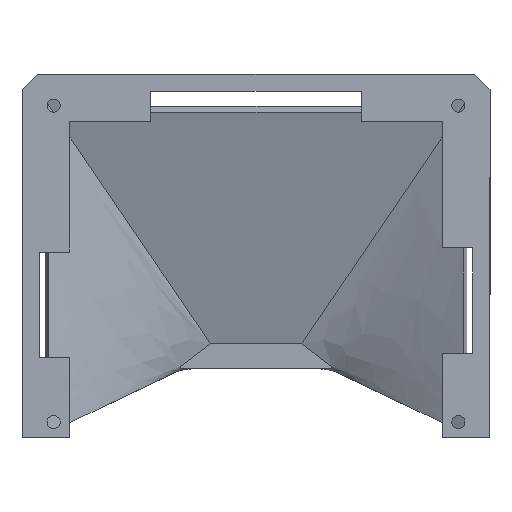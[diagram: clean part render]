
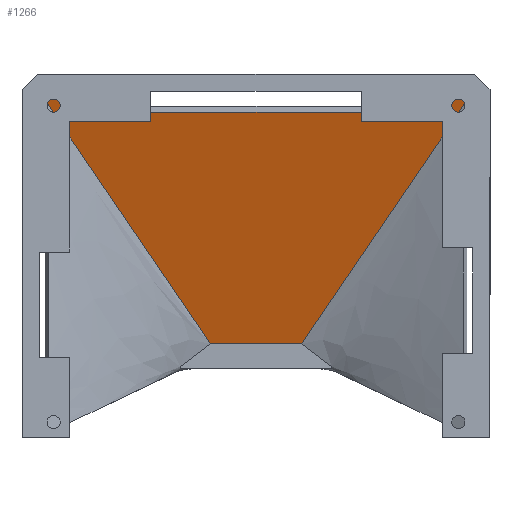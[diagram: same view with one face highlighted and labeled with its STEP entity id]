
A CAD part, front view. The second image highlights one B-rep face of the part: STEP entity #1266.
In plain terms, the highlighted planar face has unit normal (0, -0.955, -0.298).
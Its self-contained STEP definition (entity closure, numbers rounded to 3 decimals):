
#8 = CARTESIAN_POINT ( 'NONE',  ( -23.374, 14.25, 6.538 ) ) ;
#63 = FACE_OUTER_BOUND ( 'NONE', #1231, .T. ) ;
#88 = LINE ( 'NONE', #960, #1792 ) ;
#107 = EDGE_CURVE ( 'NONE', #2036, #257, #2102, .T. ) ;
#124 = EDGE_CURVE ( 'NONE', #308, #1997, #1587, .T. ) ;
#149 = VECTOR ( 'NONE', #230, 1000. ) ;
#230 = DIRECTION ( 'NONE',  ( 1., 0., 0. ) ) ;
#245 = VERTEX_POINT ( 'NONE', #2067 ) ;
#257 = VERTEX_POINT ( 'NONE', #576 ) ;
#308 = VERTEX_POINT ( 'NONE', #630 ) ;
#319 = DIRECTION ( 'NONE',  ( 0., -0.298, 0.955 ) ) ;
#322 = ORIENTED_EDGE ( 'NONE', *, *, #880, .F. ) ;
#358 = ORIENTED_EDGE ( 'NONE', *, *, #866, .F. ) ;
#376 = VERTEX_POINT ( 'NONE', #2115 ) ;
#477 = VERTEX_POINT ( 'NONE', #1820 ) ;
#549 = DIRECTION ( 'NONE',  ( -1., 0., 0. ) ) ;
#552 = AXIS2_PLACEMENT_3D ( 'NONE', #1714, #721, #549 ) ;
#567 = DIRECTION ( 'NONE',  ( -1., 0., 0. ) ) ;
#576 = CARTESIAN_POINT ( 'NONE',  ( 8.655, 21., -15.112 ) ) ;
#624 = VECTOR ( 'NONE', #994, 1000. ) ;
#630 = CARTESIAN_POINT ( 'NONE',  ( -20., 6., 33. ) ) ;
#721 = DIRECTION ( 'NONE',  ( 0., -0.955, -0.298 ) ) ;
#785 = CARTESIAN_POINT ( 'NONE',  ( 41.364, 21., -15.112 ) ) ;
#796 = LINE ( 'NONE', #8, #624 ) ;
#815 = LINE ( 'NONE', #2130, #1008 ) ;
#820 = LINE ( 'NONE', #1482, #149 ) ;
#866 = EDGE_CURVE ( 'NONE', #477, #257, #966, .T. ) ;
#880 = EDGE_CURVE ( 'NONE', #245, #376, #815, .T. ) ;
#960 = CARTESIAN_POINT ( 'NONE',  ( 41.364, 6., 33. ) ) ;
#966 = LINE ( 'NONE', #1628, #1597 ) ;
#974 = DIRECTION ( 'NONE',  ( -0.544, 0.25, -0.801 ) ) ;
#994 = DIRECTION ( 'NONE',  ( 0.544, 0.25, -0.801 ) ) ;
#1008 = VECTOR ( 'NONE', #319, 1000. ) ;
#1015 = VECTOR ( 'NONE', #1384, 1000. ) ;
#1055 = EDGE_CURVE ( 'NONE', #1215, #2036, #796, .T. ) ;
#1070 = LINE ( 'NONE', #1864, #1015 ) ;
#1197 = EDGE_CURVE ( 'NONE', #1997, #245, #820, .T. ) ;
#1215 = VERTEX_POINT ( 'NONE', #1239 ) ;
#1231 = EDGE_LOOP ( 'NONE', ( #1651, #1447, #1947, #1896, #358, #1290, #322, #1434 ) ) ;
#1239 = CARTESIAN_POINT ( 'NONE',  ( -41.364, 6., 33. ) ) ;
#1266 = ADVANCED_FACE ( 'NONE', ( #63 ), #1393, .T. ) ;
#1272 = CARTESIAN_POINT ( 'NONE',  ( -20., 7.328, 28.741 ) ) ;
#1273 = DIRECTION ( 'NONE',  ( 0., 0.298, -0.955 ) ) ;
#1278 = EDGE_CURVE ( 'NONE', #308, #1215, #1070, .T. ) ;
#1290 = ORIENTED_EDGE ( 'NONE', *, *, #1626, .T. ) ;
#1384 = DIRECTION ( 'NONE',  ( -1., 0., 0. ) ) ;
#1393 = PLANE ( 'NONE',  #552 ) ;
#1412 = CARTESIAN_POINT ( 'NONE',  ( -20., 6., 33. ) ) ;
#1434 = ORIENTED_EDGE ( 'NONE', *, *, #1197, .F. ) ;
#1447 = ORIENTED_EDGE ( 'NONE', *, *, #1278, .T. ) ;
#1450 = DIRECTION ( 'NONE',  ( 1., 0., 0. ) ) ;
#1482 = CARTESIAN_POINT ( 'NONE',  ( 41.364, 7.328, 28.741 ) ) ;
#1574 = VECTOR ( 'NONE', #1273, 1000. ) ;
#1587 = LINE ( 'NONE', #1412, #1574 ) ;
#1597 = VECTOR ( 'NONE', #974, 1000. ) ;
#1618 = CARTESIAN_POINT ( 'NONE',  ( -8.655, 21., -15.112 ) ) ;
#1626 = EDGE_CURVE ( 'NONE', #477, #376, #88, .T. ) ;
#1628 = CARTESIAN_POINT ( 'NONE',  ( 23.374, 14.25, 6.538 ) ) ;
#1651 = ORIENTED_EDGE ( 'NONE', *, *, #124, .F. ) ;
#1714 = CARTESIAN_POINT ( 'NONE',  ( 41.364, 6., 33. ) ) ;
#1779 = VECTOR ( 'NONE', #1450, 1000. ) ;
#1792 = VECTOR ( 'NONE', #567, 1000. ) ;
#1820 = CARTESIAN_POINT ( 'NONE',  ( 41.364, 6., 33. ) ) ;
#1864 = CARTESIAN_POINT ( 'NONE',  ( 41.364, 6., 33. ) ) ;
#1896 = ORIENTED_EDGE ( 'NONE', *, *, #107, .T. ) ;
#1947 = ORIENTED_EDGE ( 'NONE', *, *, #1055, .T. ) ;
#1997 = VERTEX_POINT ( 'NONE', #1272 ) ;
#2036 = VERTEX_POINT ( 'NONE', #1618 ) ;
#2067 = CARTESIAN_POINT ( 'NONE',  ( 20., 7.328, 28.741 ) ) ;
#2102 = LINE ( 'NONE', #785, #1779 ) ;
#2115 = CARTESIAN_POINT ( 'NONE',  ( 20., 6., 33. ) ) ;
#2130 = CARTESIAN_POINT ( 'NONE',  ( 20., 6., 33. ) ) ;
